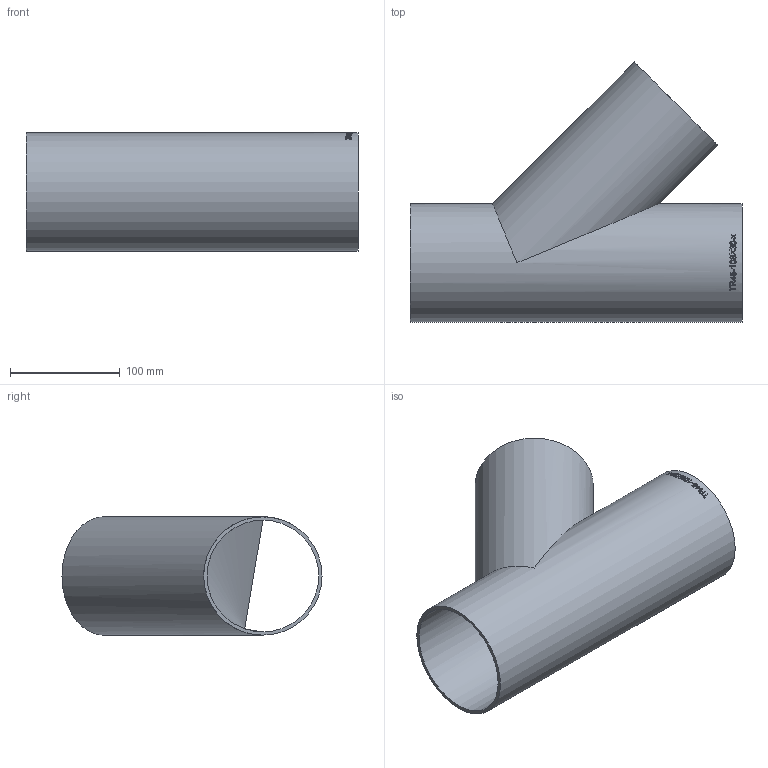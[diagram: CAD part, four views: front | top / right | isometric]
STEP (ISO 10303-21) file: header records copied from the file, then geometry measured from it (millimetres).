
FILE_DESCRIPTION (( 'STEP AP214' ), '1' );
FILE_NAME ('TR45-108X30-x T-Stück 45°geschweisst Ø108,0 L303 1911.STEP', '2019-11-14T13:30:18', ( '' ), ( '' ), 'SwSTEP 2.0', 'SolidWorks 2016', '' );
FILE_SCHEMA (( 'AUTOMOTIVE_DESIGN' ));
Length unit declared in the file: millimetre
Products named in the file (1): TR45-108X30-x T-Stück 45°geschweisst Ø108,0 L303  1911
Bounding box: 303 x 237.4 x 108 mm (x, y, z)
Volume: 409415.5 mm3; surface area: 275943.8 mm2
Topology: 1 solids, 1 shells, 182 faces, 489 edges, 326 vertices
Faces by surface type: bspline 103, plane 56, cylinder 23
Full cylindrical faces by diameter (mm): 102 x2, 108 x2
Entity records: 21942 total; most frequent: CARTESIAN_POINT 16423, ORIENTED_EDGE 956, EDGE_CURVE 478, DIRECTION 379, B_SPLINE_CURVE_WITH_KNOTS 325, VERTEX_POINT 322, EDGE_LOOP 210, FACE_OUTER_BOUND 186
